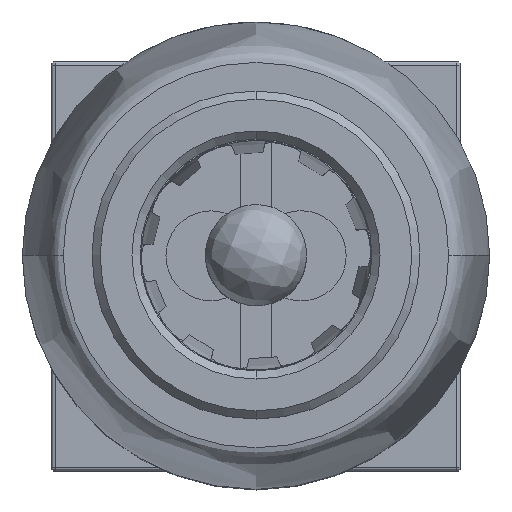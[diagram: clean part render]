
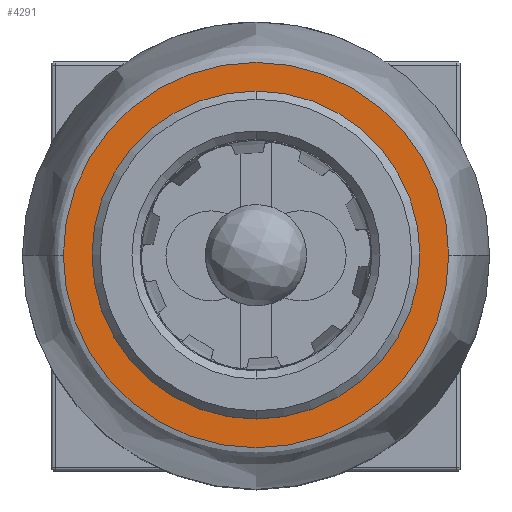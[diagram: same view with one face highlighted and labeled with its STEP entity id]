
A CAD part, top view. The second image highlights one B-rep face of the part: STEP entity #4291.
In plain terms, the highlighted face is planar.
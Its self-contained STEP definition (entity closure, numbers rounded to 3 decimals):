
#2459 = DIRECTION ( 'NONE',  ( 0., 0., 1. ) ) ;
#2745 = FACE_BOUND ( 'NONE', #36963, .T. ) ;
#3583 = AXIS2_PLACEMENT_3D ( 'NONE', #36047, #16942, #43701 ) ;
#3818 = ORIENTED_EDGE ( 'NONE', *, *, #38932, .F. ) ;
#4269 = CIRCLE ( 'NONE', #3583, 4. ) ;
#4291 = ADVANCED_FACE ( 'NONE', ( #2745, #8131 ), #16868, .F. ) ;
#7134 = CARTESIAN_POINT ( 'NONE',  ( 0., 0., 0. ) ) ;
#8131 = FACE_OUTER_BOUND ( 'NONE', #25564, .T. ) ;
#8498 = DIRECTION ( 'NONE',  ( -1., 0., 0. ) ) ;
#11211 = ORIENTED_EDGE ( 'NONE', *, *, #34676, .F. ) ;
#11477 = DIRECTION ( 'NONE',  ( 1., 0., 0. ) ) ;
#12841 = EDGE_CURVE ( 'NONE', #44631, #40831, #4269, .T. ) ;
#15821 = CARTESIAN_POINT ( 'NONE',  ( 0., -4.7, 0. ) ) ;
#16868 = PLANE ( 'NONE',  #44713 ) ;
#16942 = DIRECTION ( 'NONE',  ( 1., 0., 0. ) ) ;
#21565 = DIRECTION ( 'NONE',  ( -1., 0., 0. ) ) ;
#23797 = CARTESIAN_POINT ( 'NONE',  ( 0., 0., -4. ) ) ;
#23985 = CARTESIAN_POINT ( 'NONE',  ( 0., 0., 4. ) ) ;
#25564 = EDGE_LOOP ( 'NONE', ( #48396, #3818 ) ) ;
#25641 = VERTEX_POINT ( 'NONE', #15821 ) ;
#25675 = CIRCLE ( 'NONE', #27091, 4.7 ) ;
#27091 = AXIS2_PLACEMENT_3D ( 'NONE', #29304, #21565, #2459 ) ;
#27763 = DIRECTION ( 'NONE',  ( 0., 0., 1. ) ) ;
#29008 = AXIS2_PLACEMENT_3D ( 'NONE', #42565, #11477, #31078 ) ;
#29304 = CARTESIAN_POINT ( 'NONE',  ( 0., 0., 0. ) ) ;
#30989 = AXIS2_PLACEMENT_3D ( 'NONE', #7134, #33938, #42093 ) ;
#31078 = DIRECTION ( 'NONE',  ( 0., 0., -1. ) ) ;
#32819 = VERTEX_POINT ( 'NONE', #48660 ) ;
#33938 = DIRECTION ( 'NONE',  ( -1., 0., 0. ) ) ;
#34676 = EDGE_CURVE ( 'NONE', #40831, #44631, #45519, .T. ) ;
#34979 = ORIENTED_EDGE ( 'NONE', *, *, #12841, .F. ) ;
#35072 = CIRCLE ( 'NONE', #30989, 4.7 ) ;
#35450 = EDGE_CURVE ( 'NONE', #32819, #25641, #25675, .T. ) ;
#35971 = CARTESIAN_POINT ( 'NONE',  ( 0., 0., 0. ) ) ;
#36047 = CARTESIAN_POINT ( 'NONE',  ( 0., 0., 0. ) ) ;
#36963 = EDGE_LOOP ( 'NONE', ( #34979, #11211 ) ) ;
#38932 = EDGE_CURVE ( 'NONE', #25641, #32819, #35072, .T. ) ;
#40831 = VERTEX_POINT ( 'NONE', #23985 ) ;
#42093 = DIRECTION ( 'NONE',  ( 0., 0., 1. ) ) ;
#42565 = CARTESIAN_POINT ( 'NONE',  ( 0., 0., 0. ) ) ;
#43701 = DIRECTION ( 'NONE',  ( 0., 0., -1. ) ) ;
#44631 = VERTEX_POINT ( 'NONE', #23797 ) ;
#44713 = AXIS2_PLACEMENT_3D ( 'NONE', #35971, #8498, #27763 ) ;
#45519 = CIRCLE ( 'NONE', #29008, 4. ) ;
#48396 = ORIENTED_EDGE ( 'NONE', *, *, #35450, .F. ) ;
#48660 = CARTESIAN_POINT ( 'NONE',  ( 0., 4.7, 0. ) ) ;
